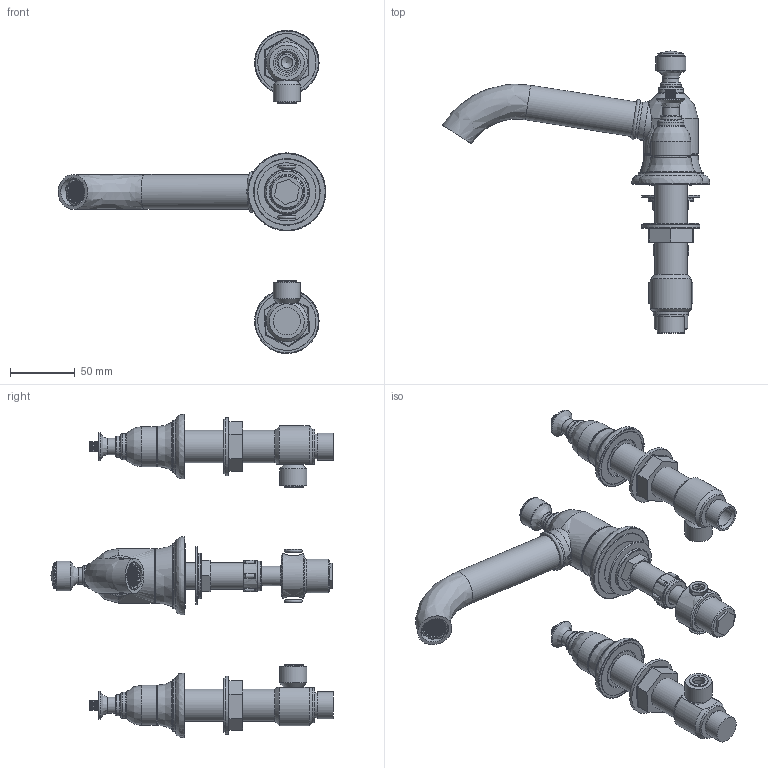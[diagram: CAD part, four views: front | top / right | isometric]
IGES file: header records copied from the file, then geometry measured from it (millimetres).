
Global section: file name: V215-NP; native system: Autodesk Inventor 2018; preprocessor: unknown; author: adaniels; date: 20190708.144506; units: millimetre
Bounding box: 206.9 x 218.1 x 249.88 mm (x, y, z)
Volume: 435166.9 mm3; surface area: 166954.4 mm2
Topology: 43 solids, 44 shells, 2583 faces, 6681 edges, 4418 vertices
Faces by surface type: bspline 2583
